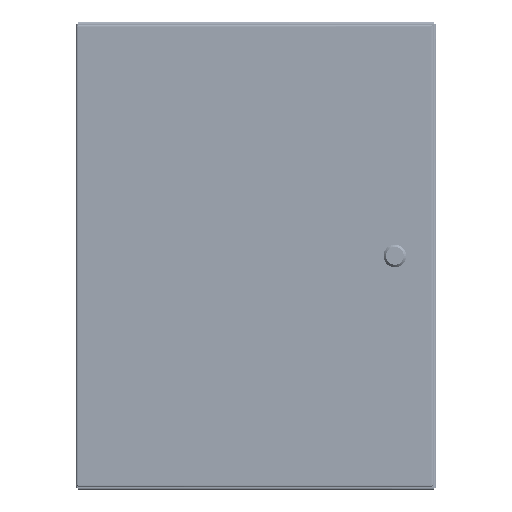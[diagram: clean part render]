
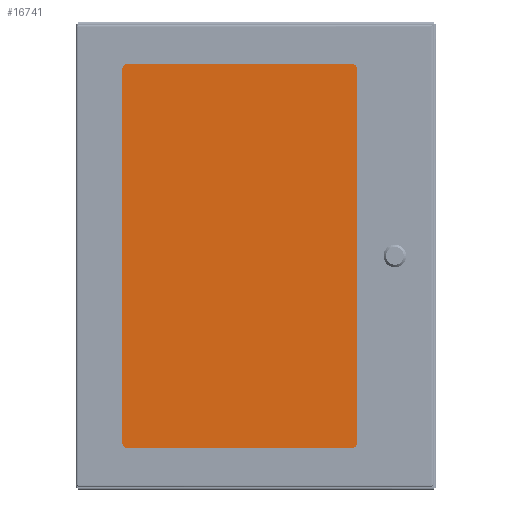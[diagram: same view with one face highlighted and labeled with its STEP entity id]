
A CAD part, top view. The second image highlights one B-rep face of the part: STEP entity #16741.
In plain terms, the highlighted planar face has unit normal (0, 0, 1).
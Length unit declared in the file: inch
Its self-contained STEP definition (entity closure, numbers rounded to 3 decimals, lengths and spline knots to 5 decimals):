
#1242=PLANE($,#18360);
#2470=LINE($,#35459,#3693);
#2474=LINE($,#35467,#3697);
#2477=LINE($,#35473,#3700);
#2480=LINE($,#35478,#3703);
#3693=VECTOR($,#22629,19.68);
#3697=VECTOR($,#22635,12.41);
#3700=VECTOR($,#22640,19.68);
#3703=VECTOR($,#22645,12.41);
#4997=FACE_OUTER_BOUND($,#6236,.T.);
#6236=EDGE_LOOP($,(#14656,#14657,#14658,#14659));
#8345=VERTEX_POINT($,#35457);
#8346=VERTEX_POINT($,#35458);
#8349=VERTEX_POINT($,#35466);
#8351=VERTEX_POINT($,#35472);
#10466=EDGE_CURVE($,#8345,#8346,#2470,.T.);
#10470=EDGE_CURVE($,#8346,#8349,#2474,.T.);
#10473=EDGE_CURVE($,#8349,#8351,#2477,.T.);
#10476=EDGE_CURVE($,#8351,#8345,#2480,.T.);
#14656=ORIENTED_EDGE($,*,*,#10466,.F.);
#14657=ORIENTED_EDGE($,*,*,#10476,.F.);
#14658=ORIENTED_EDGE($,*,*,#10473,.F.);
#14659=ORIENTED_EDGE($,*,*,#10470,.F.);
#16741=ADVANCED_FACE($,(#4997),#1242,.T.);
#18360=AXIS2_PLACEMENT_3D($,#35481,#22649,#22650);
#22629=DIRECTION($,(0.,1.,0.));
#22635=DIRECTION($,(1.,0.,0.));
#22640=DIRECTION($,(0.,-1.,0.));
#22645=DIRECTION($,(-1.,0.,0.));
#22649=DIRECTION('center_axis',(0.,0.,1.));
#22650=DIRECTION('ref_axis',(1.,0.,0.));
#35457=CARTESIAN_POINT('',(0.,0.,0.25));
#35458=CARTESIAN_POINT('',(0.,19.68,0.25));
#35459=CARTESIAN_POINT($,(0.,19.68,0.25));
#35466=CARTESIAN_POINT('',(12.41,19.68,0.25));
#35467=CARTESIAN_POINT($,(12.41,19.68,0.25));
#35472=CARTESIAN_POINT('',(12.41,0.,0.25));
#35473=CARTESIAN_POINT($,(12.41,0.,0.25));
#35478=CARTESIAN_POINT($,(0.,0.,0.25));
#35481=CARTESIAN_POINT('Origin',(6.205,9.84,0.25));
